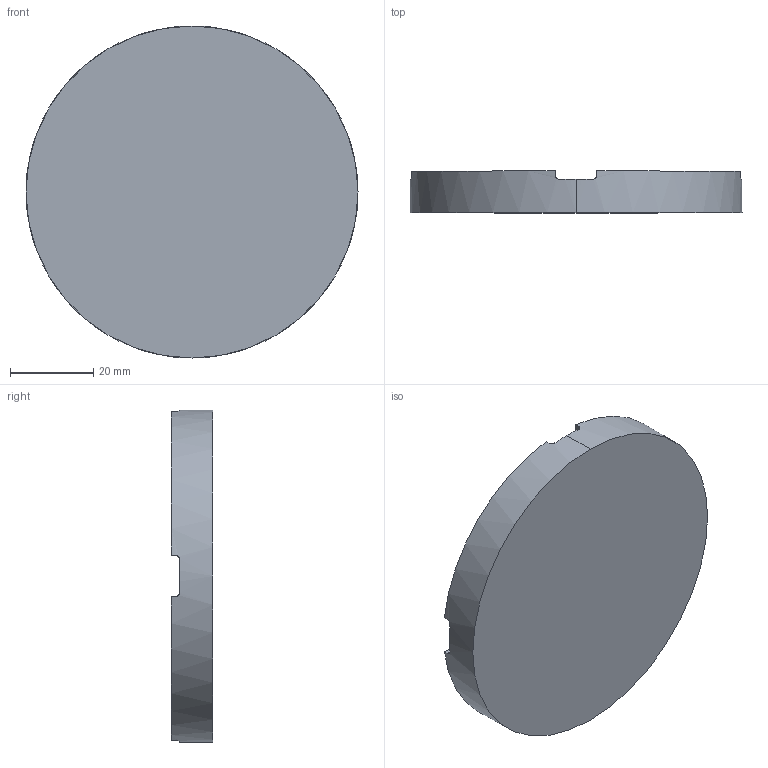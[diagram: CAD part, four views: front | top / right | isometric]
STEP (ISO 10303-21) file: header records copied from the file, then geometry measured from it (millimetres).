
FILE_DESCRIPTION (( 'STEP AP203' ), '1' );
FILE_NAME ('flywheel_Default_sldprt.STEP', '2016-02-16T14:30:58', ( '' ), ( '' ), 'SwSTEP 2.0', 'SolidWorks 2014', '' );
FILE_SCHEMA (( 'CONFIG_CONTROL_DESIGN' ));
Length unit declared in the file: millimetre
Products named in the file (1): flywheel_Default_sldprt
Bounding box: 80 x 10 x 80 mm (x, y, z)
Volume: 47333.9 mm3; surface area: 12924.4 mm2
Topology: 1 solids, 1 shells, 24 faces, 62 edges, 40 vertices
Faces by surface type: plane 14, cylinder 10
Entity records: 843 total; most frequent: CARTESIAN_POINT 195, ORIENTED_EDGE 124, DIRECTION 112, EDGE_CURVE 62, VERTEX_POINT 40, VECTOR 38, LINE 38, AXIS2_PLACEMENT_3D 37
